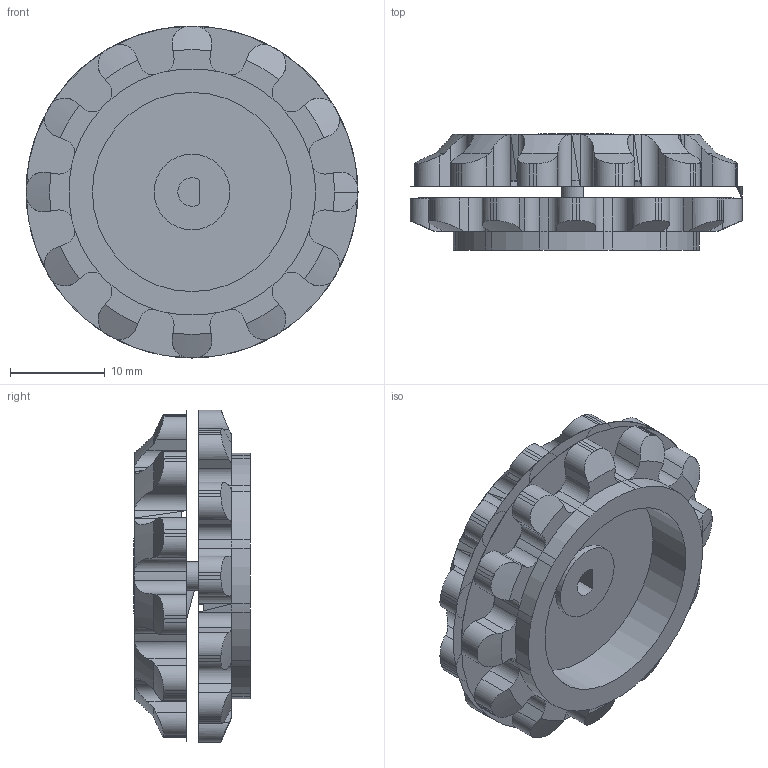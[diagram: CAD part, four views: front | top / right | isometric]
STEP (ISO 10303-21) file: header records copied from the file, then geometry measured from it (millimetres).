
FILE_DESCRIPTION(('FreeCAD Model'),'2;1');
FILE_NAME('Open CASCADE Shape Model','2022-05-14T20:38:29',('Author'),( ''),'Open CASCADE STEP processor 7.5','FreeCAD','Unknown');
FILE_SCHEMA(('AUTOMOTIVE_DESIGN { 1 0 10303 214 1 1 1 1 }'));
Length unit declared in the file: millimetre
Products named in the file (1): PolarPattern004
Bounding box: 35 x 12.3 x 35 mm (x, y, z)
Surface area: 9681.4 mm2 (no closed solid volume)
Topology: 0 solids, 1 shells, 327 faces, 846 edges, 522 vertices
Faces by surface type: cylinder 151, plane 139, cone 37
Full cylindrical faces by diameter (mm): 8 x2, 21 x2, 26 x11
Entity records: 28057 total; most frequent: CARTESIAN_POINT 11791, DIRECTION 3019, ORIENTED_EDGE 1684, PCURVE 1684, DEFINITIONAL_REPRESENTATION 1684, LINE 1364, VECTOR 1364, EDGE_CURVE 842
